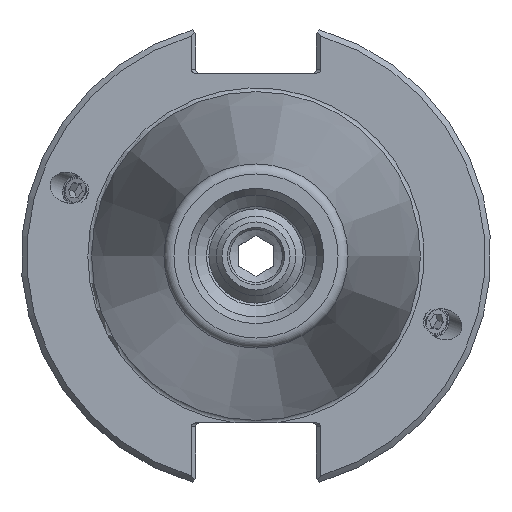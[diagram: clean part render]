
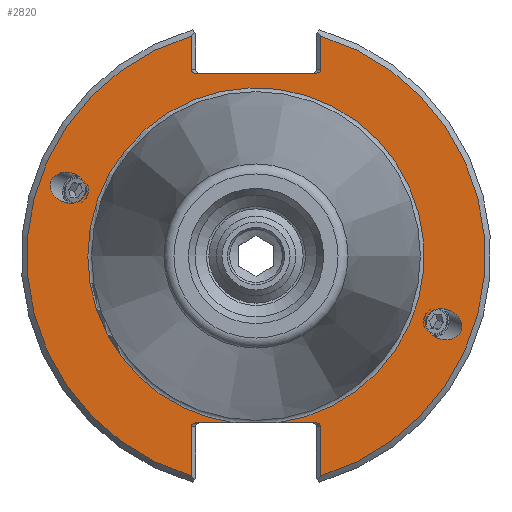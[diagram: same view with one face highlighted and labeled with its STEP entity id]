
A CAD part, left-side view. The second image highlights one B-rep face of the part: STEP entity #2820.
In plain terms, the highlighted planar face has unit normal (-1, 0, 0).
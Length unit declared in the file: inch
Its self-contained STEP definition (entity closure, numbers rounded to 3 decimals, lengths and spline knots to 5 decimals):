
#139=LINE('',#5591,#285);
#148=LINE('',#5626,#294);
#155=LINE('',#5655,#301);
#164=LINE('',#5690,#310);
#165=LINE('',#5703,#311);
#170=LINE('',#5751,#316);
#171=LINE('',#5754,#317);
#285=VECTOR('',#3504,0.1782);
#294=VECTOR('',#3533,0.1782);
#301=VECTOR('',#3556,0.2622);
#310=VECTOR('',#3585,0.2622);
#311=VECTOR('',#3598,0.63343);
#316=VECTOR('',#3633,0.205);
#317=VECTOR('',#3638,0.205);
#502=PLANE('',#3072);
#594=CIRCLE('',#3070,0.895);
#596=CIRCLE('',#3073,1.22);
#597=CIRCLE('',#3074,1.22);
#703=FACE_BOUND('',#1085,.T.);
#704=FACE_BOUND('',#1086,.T.);
#753=ELLIPSE('',#2953,0.09853,0.08071);
#754=ELLIPSE('',#2961,0.09853,0.08071);
#755=ELLIPSE('',#3017,0.02828,0.02);
#762=ELLIPSE('',#3031,0.02828,0.02);
#763=ELLIPSE('',#3035,0.02828,0.02);
#770=ELLIPSE('',#3049,0.02828,0.02);
#860=FACE_OUTER_BOUND('',#1084,.T.);
#1084=EDGE_LOOP('',(#2275,#2276,#2277,#2278,#2279,#2280,#2281,#2282,#2283,
#2284,#2285,#2286,#2287,#2288));
#1085=EDGE_LOOP('',(#2289));
#1086=EDGE_LOOP('',(#2290));
#1299=VERTEX_POINT('',#4225);
#1302=VERTEX_POINT('',#4236);
#1392=VERTEX_POINT('',#5569);
#1393=VERTEX_POINT('',#5571);
#1398=VERTEX_POINT('',#5587);
#1404=VERTEX_POINT('',#5611);
#1405=VERTEX_POINT('',#5613);
#1408=VERTEX_POINT('',#5625);
#1409=VERTEX_POINT('',#5631);
#1410=VERTEX_POINT('',#5632);
#1416=VERTEX_POINT('',#5651);
#1422=VERTEX_POINT('',#5675);
#1423=VERTEX_POINT('',#5677);
#1426=VERTEX_POINT('',#5689);
#1435=VERTEX_POINT('',#5734);
#1436=VERTEX_POINT('',#5735);
#1575=EDGE_CURVE('',#1299,#1299,#753,.T.);
#1578=EDGE_CURVE('',#1302,#1302,#754,.T.);
#1690=EDGE_CURVE('',#1392,#1393,#755,.T.);
#1699=EDGE_CURVE('',#1398,#1392,#139,.T.);
#1709=EDGE_CURVE('',#1404,#1405,#762,.T.);
#1714=EDGE_CURVE('',#1405,#1408,#148,.T.);
#1716=EDGE_CURVE('',#1409,#1410,#763,.T.);
#1727=EDGE_CURVE('',#1416,#1409,#155,.T.);
#1737=EDGE_CURVE('',#1422,#1423,#770,.T.);
#1742=EDGE_CURVE('',#1423,#1426,#164,.T.);
#1747=EDGE_CURVE('',#1393,#1404,#165,.T.);
#1761=EDGE_CURVE('',#1435,#1436,#594,.T.);
#1763=EDGE_CURVE('',#1410,#1435,#170,.T.);
#1764=EDGE_CURVE('',#1408,#1416,#596,.T.);
#1765=EDGE_CURVE('',#1426,#1398,#597,.T.);
#1766=EDGE_CURVE('',#1436,#1422,#171,.T.);
#2275=ORIENTED_EDGE('',*,*,#1761,.F.);
#2276=ORIENTED_EDGE('',*,*,#1763,.F.);
#2277=ORIENTED_EDGE('',*,*,#1716,.F.);
#2278=ORIENTED_EDGE('',*,*,#1727,.F.);
#2279=ORIENTED_EDGE('',*,*,#1764,.F.);
#2280=ORIENTED_EDGE('',*,*,#1714,.F.);
#2281=ORIENTED_EDGE('',*,*,#1709,.F.);
#2282=ORIENTED_EDGE('',*,*,#1747,.F.);
#2283=ORIENTED_EDGE('',*,*,#1690,.F.);
#2284=ORIENTED_EDGE('',*,*,#1699,.F.);
#2285=ORIENTED_EDGE('',*,*,#1765,.F.);
#2286=ORIENTED_EDGE('',*,*,#1742,.F.);
#2287=ORIENTED_EDGE('',*,*,#1737,.F.);
#2288=ORIENTED_EDGE('',*,*,#1766,.F.);
#2289=ORIENTED_EDGE('',*,*,#1575,.T.);
#2290=ORIENTED_EDGE('',*,*,#1578,.T.);
#2820=ADVANCED_FACE('',(#860,#703,#704),#502,.T.);
#2953=AXIS2_PLACEMENT_3D('',#4226,#3315,#3316);
#2961=AXIS2_PLACEMENT_3D('',#4237,#3331,#3332);
#3017=AXIS2_PLACEMENT_3D('',#5572,#3486,#3487);
#3031=AXIS2_PLACEMENT_3D('',#5614,#3524,#3525);
#3035=AXIS2_PLACEMENT_3D('',#5633,#3536,#3537);
#3049=AXIS2_PLACEMENT_3D('',#5678,#3576,#3577);
#3070=AXIS2_PLACEMENT_3D('',#5747,#3627,#3628);
#3072=AXIS2_PLACEMENT_3D('',#5750,#3631,#3632);
#3073=AXIS2_PLACEMENT_3D('',#5752,#3634,#3635);
#3074=AXIS2_PLACEMENT_3D('',#5753,#3636,#3637);
#3315=DIRECTION('center_axis',(1.,0.,0.));
#3316=DIRECTION('ref_axis',(0.,-0.94,-0.342));
#3331=DIRECTION('center_axis',(1.,0.,0.));
#3332=DIRECTION('ref_axis',(0.,0.94,0.342));
#3486=DIRECTION('center_axis',(-1.,0.,0.));
#3487=DIRECTION('ref_axis',(0.,1.,0.));
#3504=DIRECTION('',(0.,0.,-1.));
#3524=DIRECTION('center_axis',(-1.,0.,0.));
#3525=DIRECTION('ref_axis',(0.,-1.,0.));
#3533=DIRECTION('',(0.,0.,1.));
#3536=DIRECTION('center_axis',(-1.,0.,0.));
#3537=DIRECTION('ref_axis',(0.,-1.,0.));
#3556=DIRECTION('',(0.,0.,1.));
#3576=DIRECTION('center_axis',(-1.,0.,0.));
#3577=DIRECTION('ref_axis',(0.,1.,0.));
#3585=DIRECTION('',(0.,0.,-1.));
#3598=DIRECTION('',(0.,-1.,0.));
#3627=DIRECTION('center_axis',(-1.,0.,0.));
#3628=DIRECTION('ref_axis',(0.,-1.,0.));
#3631=DIRECTION('center_axis',(-1.,0.,0.));
#3632=DIRECTION('ref_axis',(0.,0.,1.));
#3633=DIRECTION('',(0.,1.,0.));
#3634=DIRECTION('center_axis',(1.,0.,0.));
#3635=DIRECTION('ref_axis',(0.,-1.,0.));
#3636=DIRECTION('center_axis',(1.,0.,0.));
#3637=DIRECTION('ref_axis',(0.,1.,0.));
#3638=DIRECTION('',(0.,1.,0.));
#4225=CARTESIAN_POINT('',(0.125,-0.90631,-0.32987));
#4226=CARTESIAN_POINT('Origin',(0.125,-0.99889,-0.36357));
#4236=CARTESIAN_POINT('',(0.125,0.90631,0.32987));
#4237=CARTESIAN_POINT('Origin',(0.125,0.99889,0.36357));
#5569=CARTESIAN_POINT('',(0.125,0.345,0.992));
#5571=CARTESIAN_POINT('',(0.125,0.31672,0.972));
#5572=CARTESIAN_POINT('Origin',(0.125,0.31672,0.992));
#5587=CARTESIAN_POINT('',(0.125,0.345,1.1702));
#5591=CARTESIAN_POINT('',(0.125,0.345,0.486));
#5611=CARTESIAN_POINT('',(0.125,-0.31672,0.972));
#5613=CARTESIAN_POINT('',(0.125,-0.345,0.992));
#5614=CARTESIAN_POINT('Origin',(0.125,-0.31672,0.992));
#5625=CARTESIAN_POINT('',(0.125,-0.345,1.1702));
#5626=CARTESIAN_POINT('',(0.125,-0.345,0.486));
#5631=CARTESIAN_POINT('',(0.125,-0.345,-0.908));
#5632=CARTESIAN_POINT('',(0.125,-0.31672,-0.888));
#5633=CARTESIAN_POINT('Origin',(0.125,-0.31672,-0.908));
#5651=CARTESIAN_POINT('',(0.125,-0.345,-1.1702));
#5655=CARTESIAN_POINT('',(0.125,-0.345,-0.444));
#5675=CARTESIAN_POINT('',(0.125,0.31672,-0.888));
#5677=CARTESIAN_POINT('',(0.125,0.345,-0.908));
#5678=CARTESIAN_POINT('Origin',(0.125,0.31672,-0.908));
#5689=CARTESIAN_POINT('',(0.125,0.345,-1.1702));
#5690=CARTESIAN_POINT('',(0.125,0.345,-0.444));
#5703=CARTESIAN_POINT('',(0.125,0.53125,0.972));
#5734=CARTESIAN_POINT('',(0.125,-0.11172,-0.888));
#5735=CARTESIAN_POINT('',(0.125,0.11172,-0.888));
#5747=CARTESIAN_POINT('Origin',(0.125,0.,0.));
#5750=CARTESIAN_POINT('Origin',(0.125,1.0625,0.));
#5751=CARTESIAN_POINT('',(0.125,0.53125,-0.888));
#5752=CARTESIAN_POINT('Origin',(0.125,0.,0.));
#5753=CARTESIAN_POINT('Origin',(0.125,0.,0.));
#5754=CARTESIAN_POINT('',(0.125,0.53125,-0.888));
